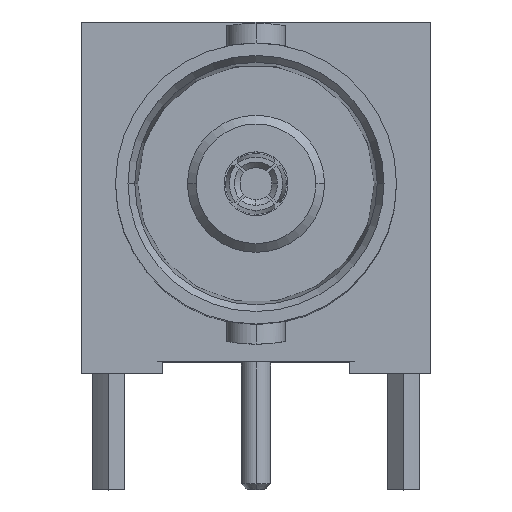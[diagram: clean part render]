
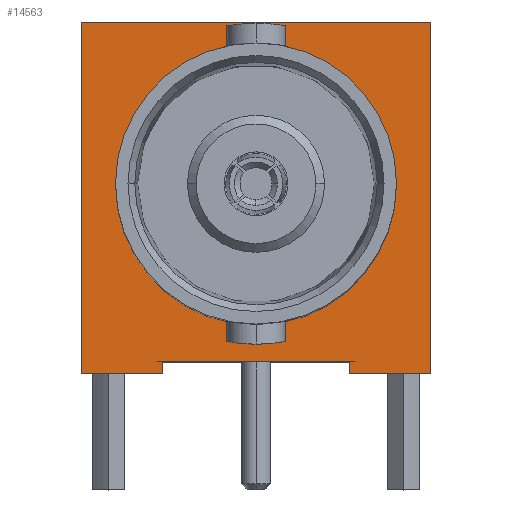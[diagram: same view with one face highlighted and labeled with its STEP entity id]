
A CAD part, top view. The second image highlights one B-rep face of the part: STEP entity #14563.
In plain terms, the highlighted planar face has unit normal (0, 0, 1).
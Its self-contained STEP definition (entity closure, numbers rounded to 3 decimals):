
#708 = FACE_OUTER_BOUND ( 'NONE', #6263, .T. ) ;
#712 = FACE_BOUND ( 'NONE', #6221, .T. ) ;
#804 = AXIS2_PLACEMENT_3D ( 'NONE', #9629, #9630, #9631 ) ;
#1782 = CIRCLE ( 'NONE', #3347, 4.84 ) ;
#3347 = AXIS2_PLACEMENT_3D ( 'NONE', #4695, #4696, #4697 ) ;
#4695 = CARTESIAN_POINT ( 'NONE',  ( 0., 0., -21.3 ) ) ;
#4696 = DIRECTION ( 'NONE',  ( 0., 0., -1. ) ) ;
#4697 = DIRECTION ( 'NONE',  ( -1., 0., 0. ) ) ;
#5848 = CARTESIAN_POINT ( 'NONE',  ( -4.84, 0., -21.3 ) ) ;
#5849 = CARTESIAN_POINT ( 'NONE',  ( 4.84, 0., -21.3 ) ) ;
#5968 = DIRECTION ( 'NONE',  ( 0., -1., 0. ) ) ;
#5978 = CARTESIAN_POINT ( 'NONE',  ( -6., -0.25, -21.3 ) ) ;
#5981 = CARTESIAN_POINT ( 'NONE',  ( -3.221, -6.5, -21.3 ) ) ;
#5982 = CARTESIAN_POINT ( 'NONE',  ( -3.221, -6.5, -21.3 ) ) ;
#6005 = VERTEX_POINT ( 'NONE', #5848 ) ;
#6009 = VERTEX_POINT ( 'NONE', #5849 ) ;
#6115 = EDGE_CURVE ( 'NONE', #7384, #7271, #15474, .T. ) ;
#6116 = EDGE_CURVE ( 'NONE', #7369, #7271, #15470, .T. ) ;
#6117 = EDGE_CURVE ( 'NONE', #7369, #7274, #15475, .T. ) ;
#6118 = EDGE_CURVE ( 'NONE', #7392, #7274, #15479, .T. ) ;
#6119 = EDGE_CURVE ( 'NONE', #7300, #7392, #15477, .T. ) ;
#6120 = EDGE_CURVE ( 'NONE', #7281, #7300, #15481, .T. ) ;
#6121 = EDGE_CURVE ( 'NONE', #7344, #7281, #15483, .T. ) ;
#6122 = EDGE_CURVE ( 'NONE', #7344, #7384, #15485, .T. ) ;
#6192 = EDGE_CURVE ( 'NONE', #6009, #6005, #1782, .T. ) ;
#6221 = EDGE_LOOP ( 'NONE', ( #15129, #15121 ) ) ;
#6263 = EDGE_LOOP ( 'NONE', ( #15109, #15120, #15132, #15112, #15114, #15125, #15128, #15116 ) ) ;
#7271 = VERTEX_POINT ( 'NONE', #8114 ) ;
#7274 = VERTEX_POINT ( 'NONE', #8122 ) ;
#7281 = VERTEX_POINT ( 'NONE', #8113 ) ;
#7300 = VERTEX_POINT ( 'NONE', #8135 ) ;
#7344 = VERTEX_POINT ( 'NONE', #8163 ) ;
#7369 = VERTEX_POINT ( 'NONE', #8179 ) ;
#7384 = VERTEX_POINT ( 'NONE', #8186 ) ;
#7392 = VERTEX_POINT ( 'NONE', #8191 ) ;
#8113 = CARTESIAN_POINT ( 'NONE',  ( 6., -6.5, -21.3 ) ) ;
#8114 = CARTESIAN_POINT ( 'NONE',  ( -6., -6.5, -21.3 ) ) ;
#8122 = CARTESIAN_POINT ( 'NONE',  ( -3.221, -6.1, -21.3 ) ) ;
#8135 = CARTESIAN_POINT ( 'NONE',  ( 3.221, -6.5, -21.3 ) ) ;
#8163 = CARTESIAN_POINT ( 'NONE',  ( 6., 5.6, -21.3 ) ) ;
#8179 = CARTESIAN_POINT ( 'NONE',  ( -3.221, -6.5, -21.3 ) ) ;
#8186 = CARTESIAN_POINT ( 'NONE',  ( -6., 5.6, -21.3 ) ) ;
#8191 = CARTESIAN_POINT ( 'NONE',  ( 3.221, -6.1, -21.3 ) ) ;
#8410 = CARTESIAN_POINT ( 'NONE',  ( 3.221, -6.5, -21.3 ) ) ;
#8411 = DIRECTION ( 'NONE',  ( -1., 0., 0. ) ) ;
#8412 = CARTESIAN_POINT ( 'NONE',  ( 6., -6.5, -21.3 ) ) ;
#8413 = DIRECTION ( 'NONE',  ( 0., 1., 0. ) ) ;
#8414 = CARTESIAN_POINT ( 'NONE',  ( 6., -6.1, -21.3 ) ) ;
#8415 = CARTESIAN_POINT ( 'NONE',  ( 6., -6.1, -21.3 ) ) ;
#8416 = DIRECTION ( 'NONE',  ( -1., 0., 0. ) ) ;
#8417 = DIRECTION ( 'NONE',  ( 0., 1., 0. ) ) ;
#8418 = CARTESIAN_POINT ( 'NONE',  ( 6., 5.6, -21.3 ) ) ;
#8419 = DIRECTION ( 'NONE',  ( -1., 0., 0. ) ) ;
#8421 = DIRECTION ( 'NONE',  ( 0., -1., 0. ) ) ;
#8423 = DIRECTION ( 'NONE',  ( -1., 0., 0. ) ) ;
#9622 = PLANE ( 'NONE',  #804 ) ;
#9629 = CARTESIAN_POINT ( 'NONE',  ( 6., -0.25, -21.3 ) ) ;
#9630 = DIRECTION ( 'NONE',  ( 0., 0., -1. ) ) ;
#9631 = DIRECTION ( 'NONE',  ( -1., 0., 0. ) ) ;
#11965 = CIRCLE ( 'NONE', #13301, 4.84 ) ;
#13301 = AXIS2_PLACEMENT_3D ( 'NONE', #13748, #13749, #13750 ) ;
#13748 = CARTESIAN_POINT ( 'NONE',  ( 0., 0., -21.3 ) ) ;
#13749 = DIRECTION ( 'NONE',  ( 0., 0., -1. ) ) ;
#13750 = DIRECTION ( 'NONE',  ( -1., 0., 0. ) ) ;
#14563 = ADVANCED_FACE ( 'NONE', ( #708, #712 ), #9622, .F. ) ;
#15109 = ORIENTED_EDGE ( 'NONE', *, *, #6115, .T. ) ;
#15112 = ORIENTED_EDGE ( 'NONE', *, *, #6118, .F. ) ;
#15114 = ORIENTED_EDGE ( 'NONE', *, *, #6119, .F. ) ;
#15116 = ORIENTED_EDGE ( 'NONE', *, *, #6122, .T. ) ;
#15120 = ORIENTED_EDGE ( 'NONE', *, *, #6116, .F. ) ;
#15121 = ORIENTED_EDGE ( 'NONE', *, *, #15934, .T. ) ;
#15125 = ORIENTED_EDGE ( 'NONE', *, *, #6120, .F. ) ;
#15128 = ORIENTED_EDGE ( 'NONE', *, *, #6121, .F. ) ;
#15129 = ORIENTED_EDGE ( 'NONE', *, *, #6192, .T. ) ;
#15132 = ORIENTED_EDGE ( 'NONE', *, *, #6117, .T. ) ;
#15470 = LINE ( 'NONE', #5982, #15478 ) ;
#15474 = LINE ( 'NONE', #5978, #15476 ) ;
#15475 = LINE ( 'NONE', #5981, #15480 ) ;
#15476 = VECTOR ( 'NONE', #5968, 1000. ) ;
#15477 = LINE ( 'NONE', #8410, #15484 ) ;
#15478 = VECTOR ( 'NONE', #8411, 1000. ) ;
#15479 = LINE ( 'NONE', #8414, #15482 ) ;
#15480 = VECTOR ( 'NONE', #8413, 1000. ) ;
#15481 = LINE ( 'NONE', #8412, #15486 ) ;
#15482 = VECTOR ( 'NONE', #8416, 1000. ) ;
#15483 = LINE ( 'NONE', #8415, #15488 ) ;
#15484 = VECTOR ( 'NONE', #8417, 1000. ) ;
#15485 = LINE ( 'NONE', #8418, #15490 ) ;
#15486 = VECTOR ( 'NONE', #8419, 1000. ) ;
#15488 = VECTOR ( 'NONE', #8421, 1000. ) ;
#15490 = VECTOR ( 'NONE', #8423, 1000. ) ;
#15934 = EDGE_CURVE ( 'NONE', #6005, #6009, #11965, .T. ) ;
